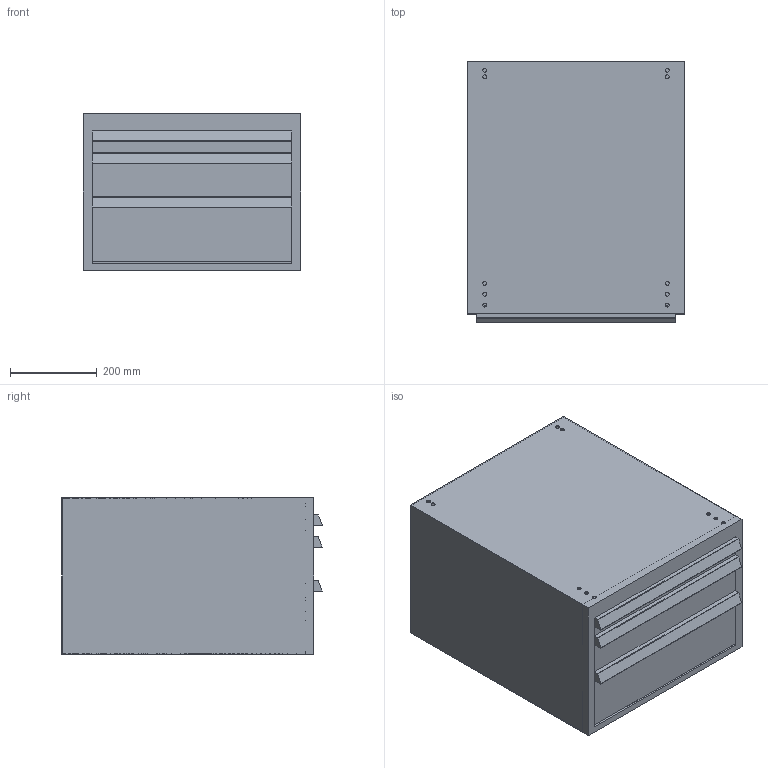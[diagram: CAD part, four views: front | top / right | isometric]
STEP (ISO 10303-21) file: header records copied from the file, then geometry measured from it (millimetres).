
FILE_DESCRIPTION(/* description */ ('Schubfach-Unterschrank, Schubfach 50/100/150'),/* implementation_level */ '2;1');
FILE_NAME(/* name */ 'ZEI_CAD_320812-6-REV00_#SALL_#AIN_#V1.step',/* time_stamp */ '2022-09-15T22:43:29+02:00',/* author */ ('MiniTec'),/* organization */ ('MiniTec GmbH & Co.KG'),/* preprocessor_version */ 'ST-DEVELOPER v18.1',/* originating_system */ 'Autodesk Inventor 2021',/* authorisation */ '');
FILE_SCHEMA (('CONFIG_CONTROL_DESIGN'));
Length unit declared in the file: millimetre
Products named in the file (1): leer
Bounding box: 500 x 599.52 x 360 mm (x, y, z)
Volume: 4294179.3 mm3; surface area: 2745154.3 mm2
Topology: 3 solids, 3 shells, 60 faces, 162 edges, 108 vertices
Faces by surface type: plane 44, cylinder 16
Full cylindrical faces by diameter (mm): 9 x10
Entity records: 2007 total; most frequent: CARTESIAN_POINT 331, ORIENTED_EDGE 324, DIRECTION 318, EDGE_CURVE 162, LINE 128, VECTOR 128, VERTEX_POINT 108, AXIS2_PLACEMENT_3D 95
